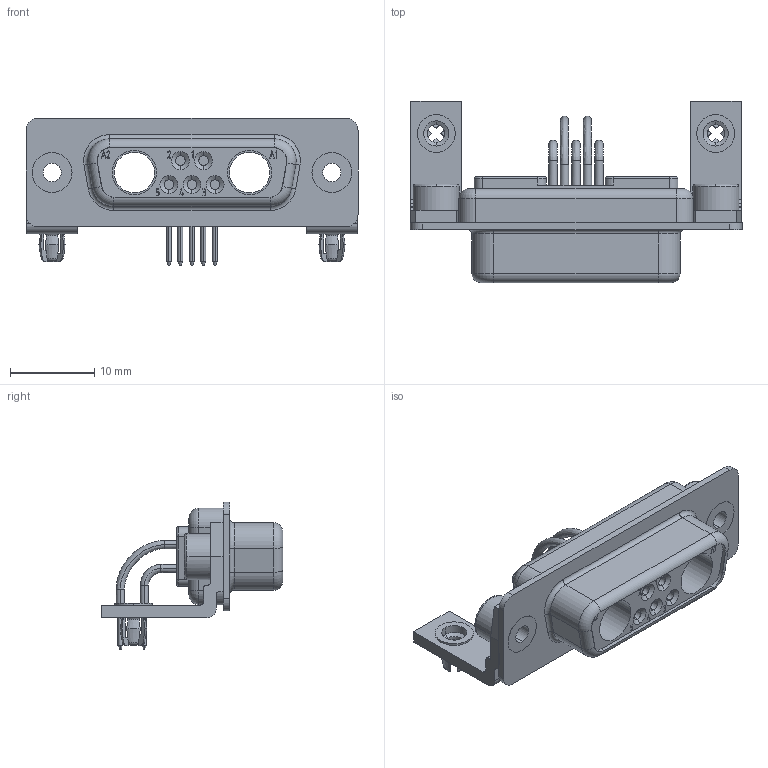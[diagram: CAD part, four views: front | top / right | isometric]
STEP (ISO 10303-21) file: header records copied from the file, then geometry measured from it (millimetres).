
FILE_DESCRIPTION(('Creo Elements/Direct Modeling STEP Export'),'2;1');
FILE_NAME('model.stp','2019-03-20T20:18:36',(''),(''),'Creo Elements/Direct Modeling STEP processor for AP214 (Solid Model)','Creo Elements/Direct Modeling 20.1A 29-Sep-2018 (C) Parametric Technology GmbH','');
FILE_SCHEMA(('AUTOMOTIVE_DESIGN { 1 0 10303 214 1 1 1 1 }'));
Length unit declared in the file: millimetre
Products named in the file (2): VS-15-BU-DSUB-2P-5S-LH
Assembly tree (1 placements, depth 2):
  VS-15-BU-DSUB-2P-5S-LH
    VS-15-BU-DSUB-2P-5S-LH
Bounding box: 39.52 x 21.6 x 17.57 mm (x, y, z)
Volume: 2966.1 mm3; surface area: 3278.5 mm2
Topology: 1 solids, 1 shells, 558 faces, 1489 edges, 976 vertices
Faces by surface type: plane 237, cylinder 165, cone 54, torus 49, extrusion 43, bspline 10
Entity records: 24670 total; most frequent: CARTESIAN_POINT 6804, ORIENTED_EDGE 2978, DIRECTION 2473, EDGE_CURVE 1489, VERTEX_POINT 976, VECTOR 879, LINE 836, AXIS2_PLACEMENT_3D 797
